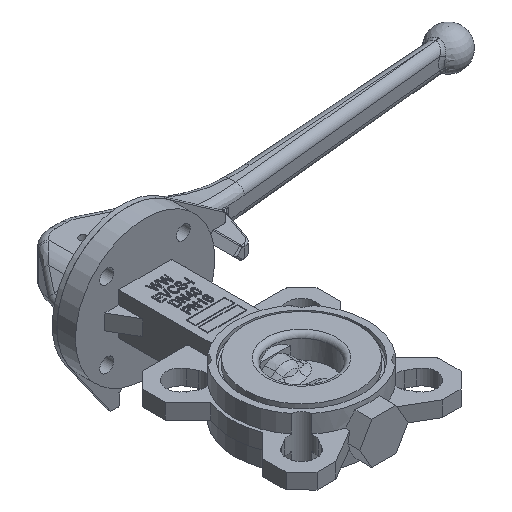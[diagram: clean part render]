
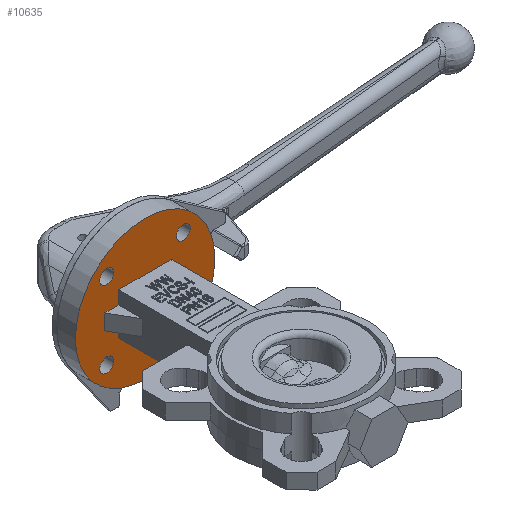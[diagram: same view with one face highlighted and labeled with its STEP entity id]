
A CAD part, isometric view. The second image highlights one B-rep face of the part: STEP entity #10635.
In plain terms, the highlighted planar face has unit normal (0, -1, 0).
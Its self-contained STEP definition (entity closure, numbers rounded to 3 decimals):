
#126=FACE_BOUND('',#1773,.T.);
#127=FACE_BOUND('',#1774,.T.);
#128=FACE_BOUND('',#1775,.T.);
#129=FACE_BOUND('',#1776,.T.);
#130=FACE_BOUND('',#1777,.T.);
#299=PLANE('',#11519);
#1159=FACE_OUTER_BOUND('',#1772,.T.);
#1772=EDGE_LOOP('',(#8237));
#1773=EDGE_LOOP('',(#8238,#8239,#8240,#8241,#8242,#8243,#8244,#8245,#8246,
#8247,#8248,#8249));
#1774=EDGE_LOOP('',(#8250));
#1775=EDGE_LOOP('',(#8251));
#1776=EDGE_LOOP('',(#8252));
#1777=EDGE_LOOP('',(#8253));
#2416=LINE('',#18852,#3311);
#2555=LINE('',#20030,#3450);
#2556=LINE('',#20032,#3451);
#2557=LINE('',#20034,#3452);
#2558=LINE('',#20036,#3453);
#2559=LINE('',#20038,#3454);
#2560=LINE('',#20040,#3455);
#2561=LINE('',#20042,#3456);
#2562=LINE('',#20044,#3457);
#2563=LINE('',#20046,#3458);
#2564=LINE('',#20047,#3459);
#2565=LINE('',#20048,#3460);
#3311=VECTOR('',#13097,1000.);
#3450=VECTOR('',#13294,1000.);
#3451=VECTOR('',#13295,1000.);
#3452=VECTOR('',#13296,1000.);
#3453=VECTOR('',#13297,1000.);
#3454=VECTOR('',#13298,1000.);
#3455=VECTOR('',#13299,1000.);
#3456=VECTOR('',#13300,1000.);
#3457=VECTOR('',#13301,1000.);
#3458=VECTOR('',#13302,1000.);
#3459=VECTOR('',#13303,1000.);
#3460=VECTOR('',#13304,1000.);
#4190=CIRCLE('',#11428,4.5);
#4192=CIRCLE('',#11431,4.5);
#4194=CIRCLE('',#11434,4.5);
#4196=CIRCLE('',#11437,4.5);
#4199=CIRCLE('',#11441,45.);
#4712=VERTEX_POINT('',#18645);
#4714=VERTEX_POINT('',#18651);
#4716=VERTEX_POINT('',#18657);
#4718=VERTEX_POINT('',#18663);
#4721=VERTEX_POINT('',#18671);
#4760=VERTEX_POINT('',#18849);
#4761=VERTEX_POINT('',#18851);
#4967=VERTEX_POINT('',#20028);
#4968=VERTEX_POINT('',#20029);
#4969=VERTEX_POINT('',#20031);
#4970=VERTEX_POINT('',#20033);
#4971=VERTEX_POINT('',#20035);
#4972=VERTEX_POINT('',#20037);
#4973=VERTEX_POINT('',#20039);
#4974=VERTEX_POINT('',#20041);
#4975=VERTEX_POINT('',#20043);
#4976=VERTEX_POINT('',#20045);
#5892=EDGE_CURVE('',#4712,#4712,#4190,.T.);
#5895=EDGE_CURVE('',#4714,#4714,#4192,.T.);
#5898=EDGE_CURVE('',#4716,#4716,#4194,.T.);
#5901=EDGE_CURVE('',#4718,#4718,#4196,.T.);
#5906=EDGE_CURVE('',#4721,#4721,#4199,.T.);
#5969=EDGE_CURVE('',#4760,#4761,#2416,.T.);
#6184=EDGE_CURVE('',#4967,#4968,#2555,.T.);
#6185=EDGE_CURVE('',#4967,#4969,#2556,.T.);
#6186=EDGE_CURVE('',#4969,#4970,#2557,.T.);
#6187=EDGE_CURVE('',#4970,#4971,#2558,.T.);
#6188=EDGE_CURVE('',#4972,#4971,#2559,.T.);
#6189=EDGE_CURVE('',#4973,#4972,#2560,.T.);
#6190=EDGE_CURVE('',#4973,#4974,#2561,.T.);
#6191=EDGE_CURVE('',#4975,#4974,#2562,.T.);
#6192=EDGE_CURVE('',#4976,#4975,#2563,.T.);
#6193=EDGE_CURVE('',#4761,#4976,#2564,.T.);
#6194=EDGE_CURVE('',#4760,#4968,#2565,.T.);
#8237=ORIENTED_EDGE('',*,*,#5906,.F.);
#8238=ORIENTED_EDGE('',*,*,#6184,.F.);
#8239=ORIENTED_EDGE('',*,*,#6185,.T.);
#8240=ORIENTED_EDGE('',*,*,#6186,.T.);
#8241=ORIENTED_EDGE('',*,*,#6187,.T.);
#8242=ORIENTED_EDGE('',*,*,#6188,.F.);
#8243=ORIENTED_EDGE('',*,*,#6189,.F.);
#8244=ORIENTED_EDGE('',*,*,#6190,.T.);
#8245=ORIENTED_EDGE('',*,*,#6191,.F.);
#8246=ORIENTED_EDGE('',*,*,#6192,.F.);
#8247=ORIENTED_EDGE('',*,*,#6193,.F.);
#8248=ORIENTED_EDGE('',*,*,#5969,.F.);
#8249=ORIENTED_EDGE('',*,*,#6194,.T.);
#8250=ORIENTED_EDGE('',*,*,#5892,.T.);
#8251=ORIENTED_EDGE('',*,*,#5895,.T.);
#8252=ORIENTED_EDGE('',*,*,#5898,.T.);
#8253=ORIENTED_EDGE('',*,*,#5901,.T.);
#10635=ADVANCED_FACE('',(#1159,#126,#127,#128,#129,#130),#299,.F.);
#11428=AXIS2_PLACEMENT_3D('',#18646,#12949,#12950);
#11431=AXIS2_PLACEMENT_3D('',#18652,#12956,#12957);
#11434=AXIS2_PLACEMENT_3D('',#18658,#12963,#12964);
#11437=AXIS2_PLACEMENT_3D('',#18664,#12970,#12971);
#11441=AXIS2_PLACEMENT_3D('',#18673,#12980,#12981);
#11519=AXIS2_PLACEMENT_3D('',#20027,#13292,#13293);
#12949=DIRECTION('center_axis',(0.,1.,0.));
#12950=DIRECTION('ref_axis',(0.,0.,1.));
#12956=DIRECTION('center_axis',(0.,1.,0.));
#12957=DIRECTION('ref_axis',(0.,0.,1.));
#12963=DIRECTION('center_axis',(0.,1.,0.));
#12964=DIRECTION('ref_axis',(0.,0.,1.));
#12970=DIRECTION('center_axis',(0.,1.,0.));
#12971=DIRECTION('ref_axis',(0.,0.,1.));
#12980=DIRECTION('center_axis',(0.,1.,0.));
#12981=DIRECTION('ref_axis',(0.,0.,1.));
#13097=DIRECTION('',(-1.,0.,0.));
#13292=DIRECTION('center_axis',(0.,1.,0.));
#13293=DIRECTION('ref_axis',(0.,0.,1.));
#13294=DIRECTION('',(-1.,0.,0.));
#13295=DIRECTION('',(0.,0.,-1.));
#13296=DIRECTION('',(-1.,0.,0.));
#13297=DIRECTION('',(0.,0.,-1.));
#13298=DIRECTION('',(1.,0.,0.));
#13299=DIRECTION('',(0.,0.,-1.));
#13300=DIRECTION('',(-1.,0.,0.));
#13301=DIRECTION('',(0.,0.,-1.));
#13302=DIRECTION('',(-1.,0.,0.));
#13303=DIRECTION('',(0.,0.,-1.));
#13304=DIRECTION('',(0.,0.,-1.));
#18645=CARTESIAN_POINT('',(-24.749,101.,-29.249));
#18646=CARTESIAN_POINT('Origin',(-24.749,101.,-24.749));
#18651=CARTESIAN_POINT('',(-24.749,101.,20.249));
#18652=CARTESIAN_POINT('Origin',(-24.749,101.,24.749));
#18657=CARTESIAN_POINT('',(24.749,101.,20.249));
#18658=CARTESIAN_POINT('Origin',(24.749,101.,24.749));
#18663=CARTESIAN_POINT('',(24.749,101.,-29.249));
#18664=CARTESIAN_POINT('Origin',(24.749,101.,-24.749));
#18671=CARTESIAN_POINT('',(0.,101.,-45.));
#18673=CARTESIAN_POINT('Origin',(0.,101.,0.));
#18849=CARTESIAN_POINT('',(17.,101.,13.5));
#18851=CARTESIAN_POINT('',(-17.,101.,13.5));
#18852=CARTESIAN_POINT('',(7.794,101.,13.5));
#20027=CARTESIAN_POINT('Origin',(0.,101.,0.));
#20028=CARTESIAN_POINT('',(26.,101.,5.));
#20029=CARTESIAN_POINT('',(17.,101.,5.));
#20030=CARTESIAN_POINT('',(-26.,101.,5.));
#20031=CARTESIAN_POINT('',(26.,101.,-5.));
#20032=CARTESIAN_POINT('',(26.,101.,5.));
#20033=CARTESIAN_POINT('',(17.,101.,-5.));
#20034=CARTESIAN_POINT('',(-26.,101.,-5.));
#20035=CARTESIAN_POINT('',(17.,101.,-13.5));
#20036=CARTESIAN_POINT('',(17.,101.,13.5));
#20037=CARTESIAN_POINT('',(-17.,101.,-13.5));
#20038=CARTESIAN_POINT('',(-7.794,101.,-13.5));
#20039=CARTESIAN_POINT('',(-17.,101.,-5.));
#20040=CARTESIAN_POINT('',(-17.,101.,13.5));
#20041=CARTESIAN_POINT('',(-26.,101.,-5.));
#20042=CARTESIAN_POINT('',(-26.,101.,-5.));
#20043=CARTESIAN_POINT('',(-26.,101.,5.));
#20044=CARTESIAN_POINT('',(-26.,101.,5.));
#20045=CARTESIAN_POINT('',(-17.,101.,5.));
#20046=CARTESIAN_POINT('',(-26.,101.,5.));
#20047=CARTESIAN_POINT('',(-17.,101.,13.5));
#20048=CARTESIAN_POINT('',(17.,101.,13.5));
